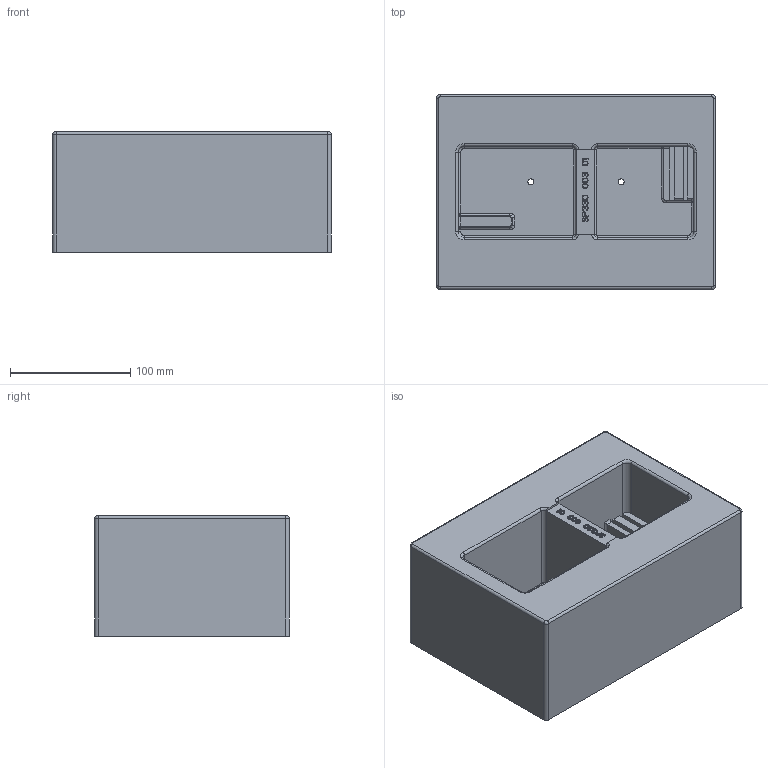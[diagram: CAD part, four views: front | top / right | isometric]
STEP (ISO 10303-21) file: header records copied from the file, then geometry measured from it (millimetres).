
FILE_DESCRIPTION((''),'2;1');
FILE_NAME('9_030_029_ASM','2010-11-11T',('kremke'),('NET'),'PRO/ENGINEER BY PARAMETRIC TECHNOLOGY CORPORATION, 2010230','PRO/ENGINEER BY PARAMETRIC TECHNOLOGY CORPORATION, 2010230','');
FILE_SCHEMA(('AUTOMOTIVE_DESIGN_CC2 { 1 2 10303 214 -1 1 5 2 }'));
Length unit declared in the file: millimetre
Products named in the file (2): SP330_003_01; 9_030_029_ASM
Assembly tree (1 placements, depth 2):
  9_030_029_ASM
    SP330_003_01
Bounding box: 232 x 162 x 100 mm (x, y, z)
Volume: 2655520.2 mm3; surface area: 212704.7 mm2
Topology: 1 solids, 1 shells, 972 faces, 2705 edges, 1773 vertices
Faces by surface type: plane 832, cylinder 95, torus 26, bspline 11, sphere 4, cone 4
Entity records: 39077 total; most frequent: CARTESIAN_POINT 5736, ORIENTED_EDGE 5410, DIRECTION 4857, PRESENTATION_STYLE_ASSIGNMENT 2708, STYLED_ITEM 2708, CURVE_STYLE 2705, EDGE_CURVE 2705, VECTOR 2457
